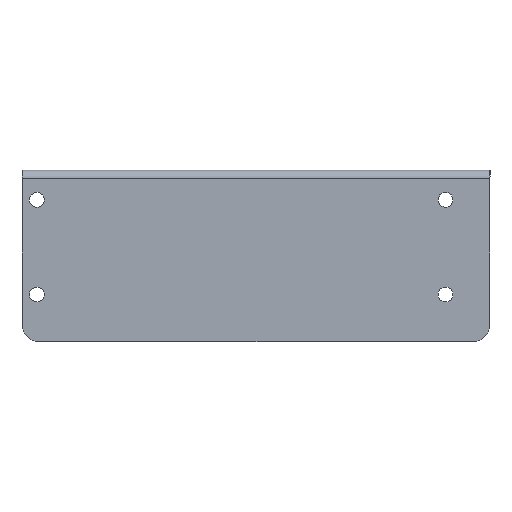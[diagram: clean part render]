
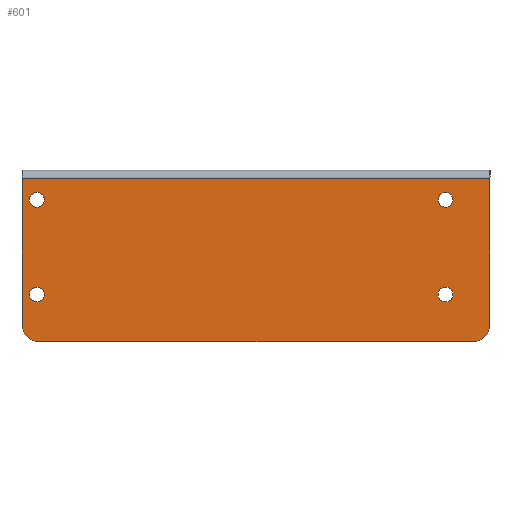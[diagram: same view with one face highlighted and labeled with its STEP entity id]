
A CAD part, left-side view. The second image highlights one B-rep face of the part: STEP entity #601.
In plain terms, the highlighted planar face has unit normal (-1, 0, 0).
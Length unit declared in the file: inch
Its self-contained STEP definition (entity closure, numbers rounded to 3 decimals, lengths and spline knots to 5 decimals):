
#7 = CARTESIAN_POINT ( 'NONE',  ( 0., 0., -0.185 ) ) ;
#32 = LINE ( 'NONE', #418, #615 ) ;
#38 = AXIS2_PLACEMENT_3D ( 'NONE', #432, #74, #322 ) ;
#44 = EDGE_CURVE ( 'NONE', #323, #777, #671, .T. ) ;
#47 = CARTESIAN_POINT ( 'NONE',  ( 0., -0.3125, -2.625 ) ) ;
#52 = CARTESIAN_POINT ( 'NONE',  ( 0., -0.375, -3.625 ) ) ;
#60 = EDGE_LOOP ( 'NONE', ( #243 ) ) ;
#64 = DIRECTION ( 'NONE',  ( 0., 0., -1. ) ) ;
#74 = DIRECTION ( 'NONE',  ( 1., 0., 0. ) ) ;
#91 = CARTESIAN_POINT ( 'NONE',  ( 0., -8.9375, -2.46875 ) ) ;
#104 = DIRECTION ( 'NONE',  ( 0., 0., 1. ) ) ;
#158 = CIRCLE ( 'NONE', #38, 0.375 ) ;
#162 = AXIS2_PLACEMENT_3D ( 'NONE', #47, #221, #229 ) ;
#165 = LINE ( 'NONE', #346, #425 ) ;
#166 = LINE ( 'NONE', #603, #649 ) ;
#169 = EDGE_LOOP ( 'NONE', ( #583 ) ) ;
#170 = EDGE_CURVE ( 'NONE', #387, #387, #748, .T. ) ;
#187 = CARTESIAN_POINT ( 'NONE',  ( 0., -9.5, -3.625 ) ) ;
#188 = FACE_OUTER_BOUND ( 'NONE', #718, .T. ) ;
#193 = FACE_BOUND ( 'NONE', #169, .T. ) ;
#203 = AXIS2_PLACEMENT_3D ( 'NONE', #526, #786, #727 ) ;
#221 = DIRECTION ( 'NONE',  ( -1., 0., 0. ) ) ;
#222 = DIRECTION ( 'NONE',  ( 0., 0., 1. ) ) ;
#229 = DIRECTION ( 'NONE',  ( 0., 0., 1. ) ) ;
#243 = ORIENTED_EDGE ( 'NONE', *, *, #753, .F. ) ;
#252 = FACE_BOUND ( 'NONE', #60, .T. ) ;
#253 = ORIENTED_EDGE ( 'NONE', *, *, #717, .F. ) ;
#269 = EDGE_CURVE ( 'NONE', #776, #738, #165, .T. ) ;
#292 = EDGE_CURVE ( 'NONE', #428, #428, #778, .T. ) ;
#300 = CARTESIAN_POINT ( 'NONE',  ( 0., -9.875, 0. ) ) ;
#314 = DIRECTION ( 'NONE',  ( 1., 0., 0. ) ) ;
#322 = DIRECTION ( 'NONE',  ( 0., 0., 1. ) ) ;
#323 = VERTEX_POINT ( 'NONE', #537 ) ;
#344 = AXIS2_PLACEMENT_3D ( 'NONE', #381, #314, #515 ) ;
#346 = CARTESIAN_POINT ( 'NONE',  ( 0., 0., -0.185 ) ) ;
#370 = CARTESIAN_POINT ( 'NONE',  ( 0., -8.9375, -2.625 ) ) ;
#372 = PLANE ( 'NONE',  #410 ) ;
#381 = CARTESIAN_POINT ( 'NONE',  ( 0., -9.5, -3.25 ) ) ;
#387 = VERTEX_POINT ( 'NONE', #811 ) ;
#399 = VERTEX_POINT ( 'NONE', #674 ) ;
#401 = EDGE_CURVE ( 'NONE', #399, #776, #166, .T. ) ;
#410 = AXIS2_PLACEMENT_3D ( 'NONE', #497, #564, #64 ) ;
#418 = CARTESIAN_POINT ( 'NONE',  ( 0., 0., -3.625 ) ) ;
#420 = VECTOR ( 'NONE', #582, 39.37008 ) ;
#425 = VECTOR ( 'NONE', #605, 39.37008 ) ;
#428 = VERTEX_POINT ( 'NONE', #685 ) ;
#429 = LINE ( 'NONE', #300, #420 ) ;
#432 = CARTESIAN_POINT ( 'NONE',  ( 0., -0.375, -3.25 ) ) ;
#433 = FACE_BOUND ( 'NONE', #518, .T. ) ;
#497 = CARTESIAN_POINT ( 'NONE',  ( 0., 0., 0. ) ) ;
#500 = ORIENTED_EDGE ( 'NONE', *, *, #514, .F. ) ;
#505 = ORIENTED_EDGE ( 'NONE', *, *, #44, .F. ) ;
#514 = EDGE_CURVE ( 'NONE', #535, #535, #519, .T. ) ;
#515 = DIRECTION ( 'NONE',  ( 0., 0., -1. ) ) ;
#518 = EDGE_LOOP ( 'NONE', ( #670 ) ) ;
#519 = CIRCLE ( 'NONE', #162, 0.15625 ) ;
#526 = CARTESIAN_POINT ( 'NONE',  ( 0., -8.9375, -0.625 ) ) ;
#535 = VERTEX_POINT ( 'NONE', #730 ) ;
#537 = CARTESIAN_POINT ( 'NONE',  ( 0., -9.875, -3.25 ) ) ;
#548 = AXIS2_PLACEMENT_3D ( 'NONE', #723, #793, #222 ) ;
#562 = EDGE_CURVE ( 'NONE', #777, #600, #32, .T. ) ;
#564 = DIRECTION ( 'NONE',  ( 1., 0., 0. ) ) ;
#568 = CARTESIAN_POINT ( 'NONE',  ( 0., -9.875, -0.185 ) ) ;
#582 = DIRECTION ( 'NONE',  ( 0., 0., -1. ) ) ;
#583 = ORIENTED_EDGE ( 'NONE', *, *, #292, .F. ) ;
#598 = VERTEX_POINT ( 'NONE', #91 ) ;
#600 = VERTEX_POINT ( 'NONE', #52 ) ;
#601 = ADVANCED_FACE ( 'NONE', ( #188, #754, #252, #433, #193 ), #372, .F. ) ;
#603 = CARTESIAN_POINT ( 'NONE',  ( 0., 0., 0. ) ) ;
#605 = DIRECTION ( 'NONE',  ( 0., -1., 0. ) ) ;
#615 = VECTOR ( 'NONE', #750, 39.37008 ) ;
#641 = DIRECTION ( 'NONE',  ( 0., 0., 1. ) ) ;
#644 = ORIENTED_EDGE ( 'NONE', *, *, #701, .F. ) ;
#649 = VECTOR ( 'NONE', #104, 39.37008 ) ;
#670 = ORIENTED_EDGE ( 'NONE', *, *, #170, .F. ) ;
#671 = CIRCLE ( 'NONE', #344, 0.375 ) ;
#674 = CARTESIAN_POINT ( 'NONE',  ( 0., 0., -3.25 ) ) ;
#685 = CARTESIAN_POINT ( 'NONE',  ( 0., -0.3125, -0.46875 ) ) ;
#692 = DIRECTION ( 'NONE',  ( -1., 0., 0. ) ) ;
#701 = EDGE_CURVE ( 'NONE', #738, #323, #429, .T. ) ;
#717 = EDGE_CURVE ( 'NONE', #600, #399, #158, .T. ) ;
#718 = EDGE_LOOP ( 'NONE', ( #253, #772, #505, #644, #804, #785 ) ) ;
#723 = CARTESIAN_POINT ( 'NONE',  ( 0., -0.3125, -0.625 ) ) ;
#727 = DIRECTION ( 'NONE',  ( 0., 0., 1. ) ) ;
#730 = CARTESIAN_POINT ( 'NONE',  ( 0., -0.3125, -2.46875 ) ) ;
#738 = VERTEX_POINT ( 'NONE', #568 ) ;
#748 = CIRCLE ( 'NONE', #203, 0.15625 ) ;
#750 = DIRECTION ( 'NONE',  ( 0., 1., 0. ) ) ;
#751 = EDGE_LOOP ( 'NONE', ( #500 ) ) ;
#753 = EDGE_CURVE ( 'NONE', #598, #598, #771, .T. ) ;
#754 = FACE_BOUND ( 'NONE', #751, .T. ) ;
#771 = CIRCLE ( 'NONE', #780, 0.15625 ) ;
#772 = ORIENTED_EDGE ( 'NONE', *, *, #562, .F. ) ;
#776 = VERTEX_POINT ( 'NONE', #7 ) ;
#777 = VERTEX_POINT ( 'NONE', #187 ) ;
#778 = CIRCLE ( 'NONE', #548, 0.15625 ) ;
#780 = AXIS2_PLACEMENT_3D ( 'NONE', #370, #692, #641 ) ;
#785 = ORIENTED_EDGE ( 'NONE', *, *, #401, .F. ) ;
#786 = DIRECTION ( 'NONE',  ( -1., 0., 0. ) ) ;
#793 = DIRECTION ( 'NONE',  ( -1., 0., 0. ) ) ;
#804 = ORIENTED_EDGE ( 'NONE', *, *, #269, .F. ) ;
#811 = CARTESIAN_POINT ( 'NONE',  ( 0., -8.9375, -0.46875 ) ) ;
